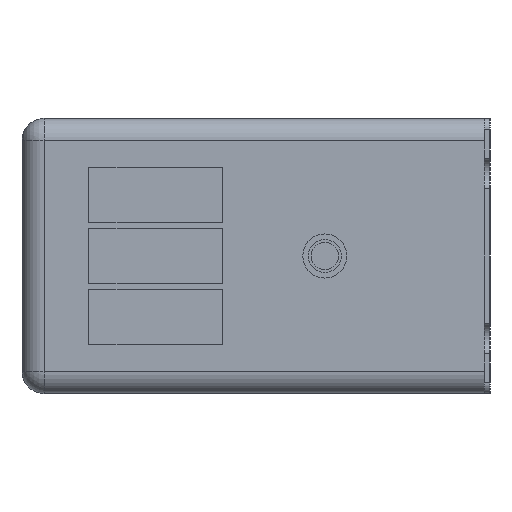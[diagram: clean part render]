
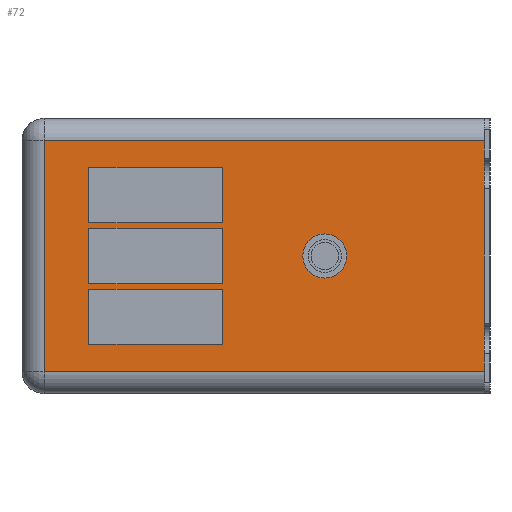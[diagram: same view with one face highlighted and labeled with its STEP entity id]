
A CAD part, left-side view. The second image highlights one B-rep face of the part: STEP entity #72.
In plain terms, the highlighted planar face has unit normal (-1, 0, 0).
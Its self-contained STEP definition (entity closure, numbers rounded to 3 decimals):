
#13 = DIRECTION ( 'NONE',  ( 0., 0., 1. ) ) ;
#20 = DIRECTION ( 'NONE',  ( 0., -1., 0. ) ) ;
#54 = CARTESIAN_POINT ( 'NONE',  ( 0., 30., -25. ) ) ;
#72 = ADVANCED_FACE ( 'NONE', ( #2957, #4555, #4059, #1360, #151 ), #5031, .F. ) ;
#121 = CARTESIAN_POINT ( 'NONE',  ( 0., 1., 0. ) ) ;
#122 = LINE ( 'NONE', #5836, #4900 ) ;
#126 = VECTOR ( 'NONE', #1838, 1000. ) ;
#132 = DIRECTION ( 'NONE',  ( 0., -1., 0. ) ) ;
#151 = FACE_BOUND ( 'NONE', #157, .T. ) ;
#154 = CARTESIAN_POINT ( 'NONE',  ( 0., 48.578, -41. ) ) ;
#157 = EDGE_LOOP ( 'NONE', ( #5352, #4619, #4305, #1971 ) ) ;
#184 = CARTESIAN_POINT ( 'NONE',  ( 0., 81., -46. ) ) ;
#192 = LINE ( 'NONE', #154, #1125 ) ;
#200 = EDGE_CURVE ( 'NONE', #1613, #5669, #4473, .T. ) ;
#311 = EDGE_LOOP ( 'NONE', ( #2557, #1861, #656, #4150 ) ) ;
#402 = CARTESIAN_POINT ( 'NONE',  ( 0., 48.578, -31. ) ) ;
#429 = VERTEX_POINT ( 'NONE', #2074 ) ;
#430 = DIRECTION ( 'NONE',  ( 1., 0., 0. ) ) ;
#447 = ORIENTED_EDGE ( 'NONE', *, *, #3640, .F. ) ;
#570 = LINE ( 'NONE', #3583, #3844 ) ;
#573 = CARTESIAN_POINT ( 'NONE',  ( 0., 72.862, -31. ) ) ;
#600 = CARTESIAN_POINT ( 'NONE',  ( 0., 81., 0. ) ) ;
#604 = VERTEX_POINT ( 'NONE', #3189 ) ;
#656 = ORIENTED_EDGE ( 'NONE', *, *, #4932, .F. ) ;
#694 = VERTEX_POINT ( 'NONE', #402 ) ;
#719 = VECTOR ( 'NONE', #4850, 1000. ) ;
#741 = EDGE_CURVE ( 'NONE', #3488, #3904, #2792, .T. ) ;
#791 = DIRECTION ( 'NONE',  ( 0., 1., 0. ) ) ;
#916 = LINE ( 'NONE', #121, #2657 ) ;
#925 = CARTESIAN_POINT ( 'NONE',  ( 0., 48.578, -30. ) ) ;
#996 = EDGE_CURVE ( 'NONE', #429, #3089, #5710, .T. ) ;
#999 = CARTESIAN_POINT ( 'NONE',  ( 0., 72.862, -30. ) ) ;
#1008 = CARTESIAN_POINT ( 'NONE',  ( 0., 85., -46. ) ) ;
#1076 = CARTESIAN_POINT ( 'NONE',  ( 0., 85., -4. ) ) ;
#1101 = CARTESIAN_POINT ( 'NONE',  ( 0., 1., -4. ) ) ;
#1125 = VECTOR ( 'NONE', #132, 1000. ) ;
#1179 = ORIENTED_EDGE ( 'NONE', *, *, #996, .F. ) ;
#1270 = DIRECTION ( 'NONE',  ( -1., 0., 0. ) ) ;
#1286 = VERTEX_POINT ( 'NONE', #925 ) ;
#1295 = CARTESIAN_POINT ( 'NONE',  ( 0., 48.578, -41. ) ) ;
#1336 = VECTOR ( 'NONE', #13, 1000. ) ;
#1360 = FACE_BOUND ( 'NONE', #5966, .T. ) ;
#1377 = CARTESIAN_POINT ( 'NONE',  ( 0., 72.862, -19. ) ) ;
#1386 = VERTEX_POINT ( 'NONE', #2825 ) ;
#1400 = EDGE_CURVE ( 'NONE', #5669, #604, #192, .T. ) ;
#1413 = LINE ( 'NONE', #2759, #126 ) ;
#1467 = CARTESIAN_POINT ( 'NONE',  ( 0., 48.578, -25. ) ) ;
#1594 = EDGE_CURVE ( 'NONE', #3904, #2897, #5835, .T. ) ;
#1612 = CARTESIAN_POINT ( 'NONE',  ( 0., 72.862, -9. ) ) ;
#1613 = VERTEX_POINT ( 'NONE', #573 ) ;
#1701 = AXIS2_PLACEMENT_3D ( 'NONE', #2237, #1270, #5947 ) ;
#1748 = ORIENTED_EDGE ( 'NONE', *, *, #4063, .T. ) ;
#1812 = EDGE_CURVE ( 'NONE', #1824, #3567, #5909, .T. ) ;
#1824 = VERTEX_POINT ( 'NONE', #1101 ) ;
#1838 = DIRECTION ( 'NONE',  ( 0., 0., -1. ) ) ;
#1861 = ORIENTED_EDGE ( 'NONE', *, *, #3907, .F. ) ;
#1868 = VECTOR ( 'NONE', #2322, 1000. ) ;
#1878 = VERTEX_POINT ( 'NONE', #3044 ) ;
#1939 = VECTOR ( 'NONE', #4755, 1000. ) ;
#1969 = LINE ( 'NONE', #5772, #719 ) ;
#1971 = ORIENTED_EDGE ( 'NONE', *, *, #2551, .F. ) ;
#2074 = CARTESIAN_POINT ( 'NONE',  ( 0., 30., -22. ) ) ;
#2091 = VERTEX_POINT ( 'NONE', #3312 ) ;
#2139 = LINE ( 'NONE', #1008, #2511 ) ;
#2237 = CARTESIAN_POINT ( 'NONE',  ( 0., 30., -25. ) ) ;
#2322 = DIRECTION ( 'NONE',  ( 0., -1., 0. ) ) ;
#2406 = ORIENTED_EDGE ( 'NONE', *, *, #1812, .T. ) ;
#2453 = AXIS2_PLACEMENT_3D ( 'NONE', #54, #3893, #4363 ) ;
#2511 = VECTOR ( 'NONE', #20, 1000. ) ;
#2549 = DIRECTION ( 'NONE',  ( 0., 0., -1. ) ) ;
#2551 = EDGE_CURVE ( 'NONE', #604, #694, #3028, .T. ) ;
#2557 = ORIENTED_EDGE ( 'NONE', *, *, #741, .F. ) ;
#2627 = CARTESIAN_POINT ( 'NONE',  ( 0., 81., -4. ) ) ;
#2657 = VECTOR ( 'NONE', #2898, 1000. ) ;
#2666 = CARTESIAN_POINT ( 'NONE',  ( 0., 72.862, -41. ) ) ;
#2686 = VERTEX_POINT ( 'NONE', #1612 ) ;
#2731 = VECTOR ( 'NONE', #4233, 1000. ) ;
#2759 = CARTESIAN_POINT ( 'NONE',  ( 0., 72.862, -30. ) ) ;
#2773 = EDGE_CURVE ( 'NONE', #3089, #429, #4993, .T. ) ;
#2792 = LINE ( 'NONE', #4961, #3600 ) ;
#2825 = CARTESIAN_POINT ( 'NONE',  ( 0., 48.578, -20. ) ) ;
#2893 = ORIENTED_EDGE ( 'NONE', *, *, #2773, .F. ) ;
#2896 = VERTEX_POINT ( 'NONE', #3428 ) ;
#2897 = VERTEX_POINT ( 'NONE', #4814 ) ;
#2898 = DIRECTION ( 'NONE',  ( 0., 0., 1. ) ) ;
#2957 = FACE_BOUND ( 'NONE', #311, .T. ) ;
#2998 = EDGE_CURVE ( 'NONE', #694, #1613, #570, .T. ) ;
#3028 = LINE ( 'NONE', #1295, #5227 ) ;
#3044 = CARTESIAN_POINT ( 'NONE',  ( 0., 72.862, -30. ) ) ;
#3089 = VERTEX_POINT ( 'NONE', #5022 ) ;
#3176 = CARTESIAN_POINT ( 'NONE',  ( 0., 48.578, -19. ) ) ;
#3189 = CARTESIAN_POINT ( 'NONE',  ( 0., 48.578, -41. ) ) ;
#3248 = LINE ( 'NONE', #999, #1868 ) ;
#3252 = AXIS2_PLACEMENT_3D ( 'NONE', #5494, #430, #3616 ) ;
#3312 = CARTESIAN_POINT ( 'NONE',  ( 0., 1., -46. ) ) ;
#3428 = CARTESIAN_POINT ( 'NONE',  ( 0., 72.862, -20. ) ) ;
#3460 = LINE ( 'NONE', #1467, #1336 ) ;
#3488 = VERTEX_POINT ( 'NONE', #1377 ) ;
#3541 = ORIENTED_EDGE ( 'NONE', *, *, #5356, .T. ) ;
#3567 = VERTEX_POINT ( 'NONE', #2627 ) ;
#3583 = CARTESIAN_POINT ( 'NONE',  ( 0., 48.578, -31. ) ) ;
#3600 = VECTOR ( 'NONE', #5435, 1000. ) ;
#3616 = DIRECTION ( 'NONE',  ( 0., 0., -1. ) ) ;
#3639 = ORIENTED_EDGE ( 'NONE', *, *, #5196, .F. ) ;
#3640 = EDGE_CURVE ( 'NONE', #1286, #1386, #3460, .T. ) ;
#3685 = LINE ( 'NONE', #5700, #1939 ) ;
#3834 = VECTOR ( 'NONE', #4360, 1000. ) ;
#3844 = VECTOR ( 'NONE', #791, 1000. ) ;
#3893 = DIRECTION ( 'NONE',  ( -1., 0., 0. ) ) ;
#3904 = VERTEX_POINT ( 'NONE', #5365 ) ;
#3906 = DIRECTION ( 'NONE',  ( 0., 1., 0. ) ) ;
#3907 = EDGE_CURVE ( 'NONE', #2686, #3488, #122, .T. ) ;
#4059 = FACE_OUTER_BOUND ( 'NONE', #4800, .T. ) ;
#4063 = EDGE_CURVE ( 'NONE', #5413, #2091, #2139, .T. ) ;
#4083 = EDGE_LOOP ( 'NONE', ( #2893, #1179 ) ) ;
#4150 = ORIENTED_EDGE ( 'NONE', *, *, #1594, .F. ) ;
#4219 = ORIENTED_EDGE ( 'NONE', *, *, #5347, .F. ) ;
#4233 = DIRECTION ( 'NONE',  ( 0., 0., -1. ) ) ;
#4305 = ORIENTED_EDGE ( 'NONE', *, *, #2998, .F. ) ;
#4360 = DIRECTION ( 'NONE',  ( 0., 0., -1. ) ) ;
#4363 = DIRECTION ( 'NONE',  ( 0., 0., -1. ) ) ;
#4473 = LINE ( 'NONE', #5163, #2731 ) ;
#4555 = FACE_BOUND ( 'NONE', #4083, .T. ) ;
#4581 = DIRECTION ( 'NONE',  ( 0., 0., 1. ) ) ;
#4619 = ORIENTED_EDGE ( 'NONE', *, *, #200, .F. ) ;
#4755 = DIRECTION ( 'NONE',  ( 0., 1., 0. ) ) ;
#4800 = EDGE_LOOP ( 'NONE', ( #1748, #3541, #2406, #5063 ) ) ;
#4814 = CARTESIAN_POINT ( 'NONE',  ( 0., 48.578, -9. ) ) ;
#4850 = DIRECTION ( 'NONE',  ( 0., 1., 0. ) ) ;
#4900 = VECTOR ( 'NONE', #2549, 1000. ) ;
#4932 = EDGE_CURVE ( 'NONE', #2897, #2686, #1969, .T. ) ;
#4961 = CARTESIAN_POINT ( 'NONE',  ( 0., 48.578, -19. ) ) ;
#4993 = CIRCLE ( 'NONE', #1701, 3. ) ;
#5022 = CARTESIAN_POINT ( 'NONE',  ( 0., 30., -28. ) ) ;
#5026 = VECTOR ( 'NONE', #6014, 1000. ) ;
#5031 = PLANE ( 'NONE',  #3252 ) ;
#5063 = ORIENTED_EDGE ( 'NONE', *, *, #5364, .T. ) ;
#5163 = CARTESIAN_POINT ( 'NONE',  ( 0., 72.862, -41. ) ) ;
#5196 = EDGE_CURVE ( 'NONE', #1878, #1286, #3248, .T. ) ;
#5227 = VECTOR ( 'NONE', #4581, 1000. ) ;
#5347 = EDGE_CURVE ( 'NONE', #1386, #2896, #3685, .T. ) ;
#5352 = ORIENTED_EDGE ( 'NONE', *, *, #1400, .F. ) ;
#5356 = EDGE_CURVE ( 'NONE', #2091, #1824, #916, .T. ) ;
#5364 = EDGE_CURVE ( 'NONE', #3567, #5413, #5566, .T. ) ;
#5365 = CARTESIAN_POINT ( 'NONE',  ( 0., 48.578, -19. ) ) ;
#5413 = VERTEX_POINT ( 'NONE', #184 ) ;
#5435 = DIRECTION ( 'NONE',  ( 0., -1., 0. ) ) ;
#5454 = VECTOR ( 'NONE', #3906, 1000. ) ;
#5494 = CARTESIAN_POINT ( 'NONE',  ( 0., 85., 0. ) ) ;
#5566 = LINE ( 'NONE', #600, #3834 ) ;
#5669 = VERTEX_POINT ( 'NONE', #2666 ) ;
#5700 = CARTESIAN_POINT ( 'NONE',  ( 0., 72.862, -20. ) ) ;
#5710 = CIRCLE ( 'NONE', #2453, 3. ) ;
#5772 = CARTESIAN_POINT ( 'NONE',  ( 0., 48.578, -9. ) ) ;
#5835 = LINE ( 'NONE', #3176, #5026 ) ;
#5836 = CARTESIAN_POINT ( 'NONE',  ( 0., 72.862, -19. ) ) ;
#5852 = EDGE_CURVE ( 'NONE', #2896, #1878, #1413, .T. ) ;
#5875 = ORIENTED_EDGE ( 'NONE', *, *, #5852, .F. ) ;
#5909 = LINE ( 'NONE', #1076, #5454 ) ;
#5947 = DIRECTION ( 'NONE',  ( 0., 0., -1. ) ) ;
#5966 = EDGE_LOOP ( 'NONE', ( #3639, #5875, #4219, #447 ) ) ;
#6014 = DIRECTION ( 'NONE',  ( 0., 0., 1. ) ) ;
